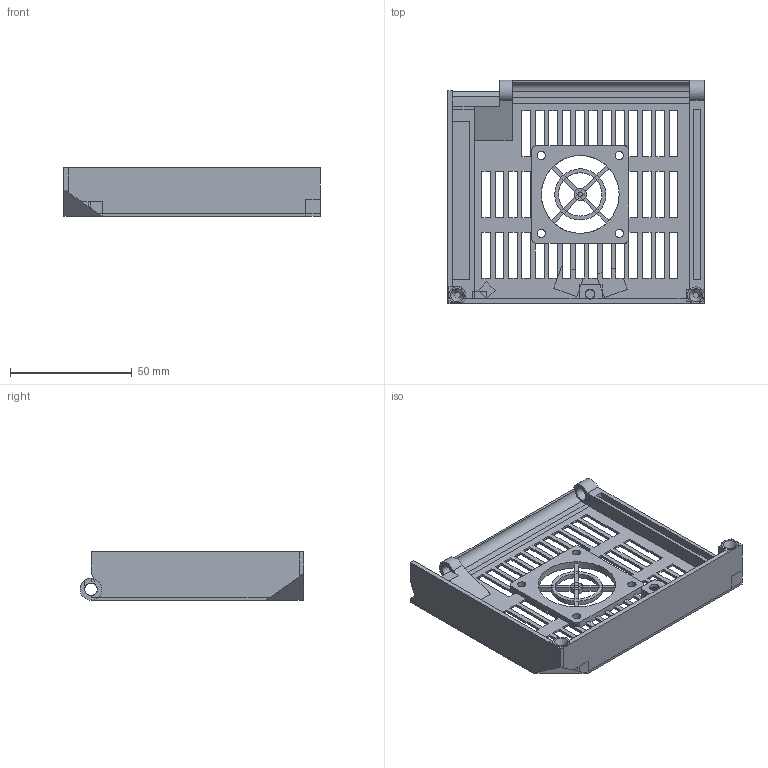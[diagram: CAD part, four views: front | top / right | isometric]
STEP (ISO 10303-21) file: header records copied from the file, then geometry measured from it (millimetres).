
FILE_DESCRIPTION(('FreeCAD Model'),'2;1');
FILE_NAME('RAMPS-cover-door.step','2020-04-20T10:10:13',('Author'),(''), 'Open CASCADE STEP processor 7.3','FreeCAD','Unknown');
FILE_SCHEMA(('AUTOMOTIVE_DESIGN { 1 0 10303 214 1 1 1 1 }'));
Length unit declared in the file: millimetre
Products named in the file (1): Group012
Bounding box: 105.5 x 92 x 20 mm (x, y, z)
Volume: 22440.9 mm3; surface area: 27136.8 mm2
Topology: 1 solids, 1 shells, 601 faces, 1577 edges, 946 vertices
Faces by surface type: plane 570, cylinder 25, cone 6
Full cylindrical faces by diameter (mm): 3.4 x4, 3.6 x1, 5.2 x2, 32 x1
Entity records: 41689 total; most frequent: CARTESIAN_POINT 7590, DIRECTION 4938, LINE 3246, VECTOR 3246, ORIENTED_EDGE 3154, PCURVE 3154, DEFINITIONAL_REPRESENTATION 3154, EDGE_CURVE 1577
